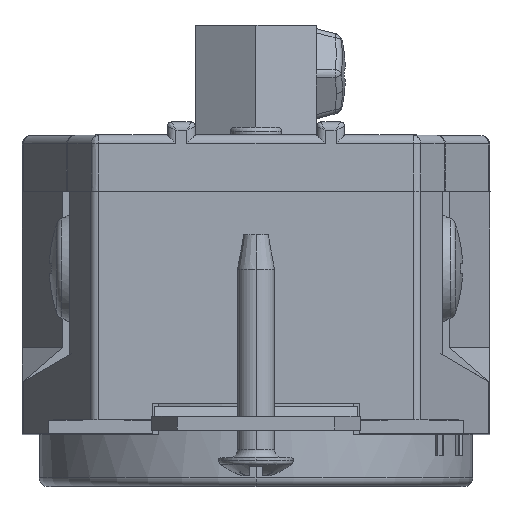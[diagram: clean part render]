
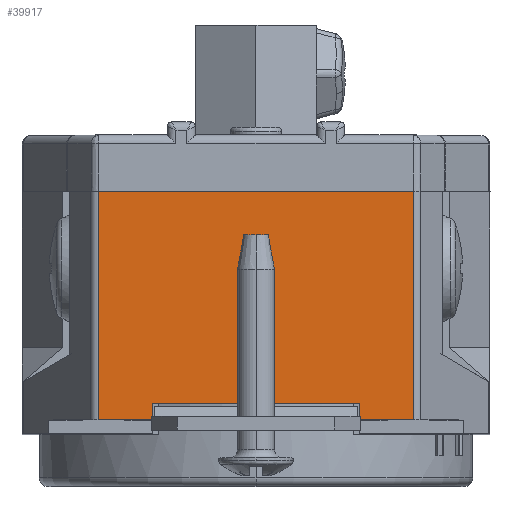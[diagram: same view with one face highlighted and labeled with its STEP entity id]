
A CAD part, top view. The second image highlights one B-rep face of the part: STEP entity #39917.
In plain terms, the highlighted planar face has unit normal (0, 0, 1).
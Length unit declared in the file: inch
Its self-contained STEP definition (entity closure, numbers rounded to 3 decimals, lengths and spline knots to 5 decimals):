
#2501 = LINE ( 'NONE', #16673, #13941 ) ;
#3310 = DIRECTION ( 'NONE',  ( 0., 1., 0. ) ) ;
#6187 = EDGE_CURVE ( 'NONE', #23867, #43123, #2501, .T. ) ;
#7827 = LINE ( 'NONE', #12913, #42700 ) ;
#9146 = CARTESIAN_POINT ( 'NONE',  ( -0.586, -0.874, 1.3355 ) ) ;
#10338 = CARTESIAN_POINT ( 'NONE',  ( -0.5681, 0., 1.3355 ) ) ;
#10798 = LINE ( 'NONE', #50795, #18661 ) ;
#11847 = EDGE_LOOP ( 'NONE', ( #22240, #43105, #17809, #49823, #42863, #49038, #37744, #42187 ) ) ;
#12913 = CARTESIAN_POINT ( 'NONE',  ( -0.586, -0.765, 1.3355 ) ) ;
#13135 = VECTOR ( 'NONE', #47906, 39.37008 ) ;
#13941 = VECTOR ( 'NONE', #30415, 39.37008 ) ;
#14754 = DIRECTION ( 'NONE',  ( 0., 1., 0. ) ) ;
#14875 = CARTESIAN_POINT ( 'NONE',  ( 0.3725, -0.765, 1.3355 ) ) ;
#16480 = VERTEX_POINT ( 'NONE', #50566 ) ;
#16673 = CARTESIAN_POINT ( 'NONE',  ( -0.3725, -0.874, 1.3355 ) ) ;
#16766 = EDGE_CURVE ( 'NONE', #39977, #32608, #46305, .T. ) ;
#17809 = ORIENTED_EDGE ( 'NONE', *, *, #47805, .T. ) ;
#18661 = VECTOR ( 'NONE', #31969, 39.37008 ) ;
#19365 = CARTESIAN_POINT ( 'NONE',  ( -0.586, -0.824, 1.3355 ) ) ;
#22240 = ORIENTED_EDGE ( 'NONE', *, *, #23585, .F. ) ;
#22711 = CARTESIAN_POINT ( 'NONE',  ( -0.3725, -0.824, 1.3355 ) ) ;
#22905 = DIRECTION ( 'NONE',  ( 0., 0., 1. ) ) ;
#23585 = EDGE_CURVE ( 'NONE', #39977, #42494, #10798, .T. ) ;
#23867 = VERTEX_POINT ( 'NONE', #24967 ) ;
#24967 = CARTESIAN_POINT ( 'NONE',  ( -0.3725, -0.765, 1.3355 ) ) ;
#25222 = LINE ( 'NONE', #37975, #13135 ) ;
#26076 = CARTESIAN_POINT ( 'NONE',  ( 0.3725, -0.874, 1.3355 ) ) ;
#27449 = DIRECTION ( 'NONE',  ( 1., 0., 0. ) ) ;
#30415 = DIRECTION ( 'NONE',  ( 0., -1., 0. ) ) ;
#31862 = PLANE ( 'NONE',  #35576 ) ;
#31969 = DIRECTION ( 'NONE',  ( 1., 0., 0. ) ) ;
#32608 = VERTEX_POINT ( 'NONE', #36468 ) ;
#33558 = EDGE_CURVE ( 'NONE', #16480, #43357, #55419, .T. ) ;
#34084 = CARTESIAN_POINT ( 'NONE',  ( 0.5676, -0.824, 1.3355 ) ) ;
#34944 = CARTESIAN_POINT ( 'NONE',  ( 0.5676, 0., 1.3355 ) ) ;
#35576 = AXIS2_PLACEMENT_3D ( 'NONE', #9146, #22905, #27449 ) ;
#35646 = CARTESIAN_POINT ( 'NONE',  ( -0.5681, -0.874, 1.3355 ) ) ;
#36468 = CARTESIAN_POINT ( 'NONE',  ( -0.5681, -0.824, 1.3355 ) ) ;
#36834 = VERTEX_POINT ( 'NONE', #34084 ) ;
#37744 = ORIENTED_EDGE ( 'NONE', *, *, #53475, .T. ) ;
#37975 = CARTESIAN_POINT ( 'NONE',  ( -0.586, -0.824, 1.3355 ) ) ;
#38857 = VECTOR ( 'NONE', #14754, 39.37008 ) ;
#39917 = ADVANCED_FACE ( 'NONE', ( #44830 ), #31862, .T. ) ;
#39977 = VERTEX_POINT ( 'NONE', #10338 ) ;
#40211 = DIRECTION ( 'NONE',  ( 0., -1., 0. ) ) ;
#41782 = DIRECTION ( 'NONE',  ( 1., 0., 0. ) ) ;
#42187 = ORIENTED_EDGE ( 'NONE', *, *, #45241, .T. ) ;
#42369 = LINE ( 'NONE', #50888, #38857 ) ;
#42494 = VERTEX_POINT ( 'NONE', #34944 ) ;
#42700 = VECTOR ( 'NONE', #57888, 39.37008 ) ;
#42863 = ORIENTED_EDGE ( 'NONE', *, *, #57822, .T. ) ;
#43105 = ORIENTED_EDGE ( 'NONE', *, *, #16766, .T. ) ;
#43123 = VERTEX_POINT ( 'NONE', #22711 ) ;
#43234 = VECTOR ( 'NONE', #41782, 39.37008 ) ;
#43357 = VERTEX_POINT ( 'NONE', #14875 ) ;
#44830 = FACE_OUTER_BOUND ( 'NONE', #11847, .T. ) ;
#45241 = EDGE_CURVE ( 'NONE', #36834, #42494, #42369, .T. ) ;
#46305 = LINE ( 'NONE', #35646, #46992 ) ;
#46992 = VECTOR ( 'NONE', #40211, 39.37008 ) ;
#47805 = EDGE_CURVE ( 'NONE', #32608, #43123, #25222, .T. ) ;
#47906 = DIRECTION ( 'NONE',  ( 1., 0., 0. ) ) ;
#49038 = ORIENTED_EDGE ( 'NONE', *, *, #33558, .F. ) ;
#49823 = ORIENTED_EDGE ( 'NONE', *, *, #6187, .F. ) ;
#50566 = CARTESIAN_POINT ( 'NONE',  ( 0.3725, -0.824, 1.3355 ) ) ;
#50795 = CARTESIAN_POINT ( 'NONE',  ( -0.586, 0., 1.3355 ) ) ;
#50888 = CARTESIAN_POINT ( 'NONE',  ( 0.5676, -0.874, 1.3355 ) ) ;
#51811 = LINE ( 'NONE', #19365, #43234 ) ;
#53475 = EDGE_CURVE ( 'NONE', #16480, #36834, #51811, .T. ) ;
#55419 = LINE ( 'NONE', #26076, #58940 ) ;
#57822 = EDGE_CURVE ( 'NONE', #23867, #43357, #7827, .T. ) ;
#57888 = DIRECTION ( 'NONE',  ( 1., 0., 0. ) ) ;
#58940 = VECTOR ( 'NONE', #3310, 39.37008 ) ;
